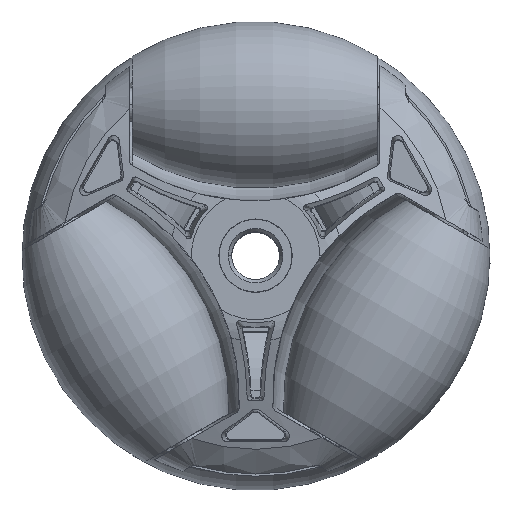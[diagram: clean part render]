
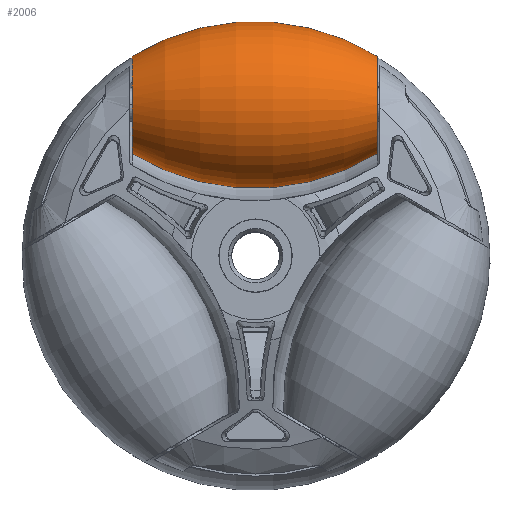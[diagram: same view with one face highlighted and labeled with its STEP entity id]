
A CAD part, top view. The second image highlights one B-rep face of the part: STEP entity #2006.
In plain terms, the highlighted toroidal (fillet/blend) face has major radius 25.7 mm and minor radius 40 mm.
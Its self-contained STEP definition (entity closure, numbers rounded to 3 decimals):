
#503 = EDGE_CURVE ( 'NONE', #2776, #22725, #36292, .T. ) ;
#937 = AXIS2_PLACEMENT_3D ( 'NONE', #35837, #44445, #15686 ) ;
#969 = CIRCLE ( 'NONE', #26029, 8.344 ) ;
#2006 = ADVANCED_FACE ( 'NONE', ( #30380 ), #3437, .T. ) ;
#2776 = VERTEX_POINT ( 'NONE', #33592 ) ;
#3017 = DIRECTION ( 'NONE',  ( 0., 0., -1. ) ) ;
#3437 = TOROIDAL_SURFACE ( 'NONE', #937, -25.7, 40. ) ;
#4521 = ORIENTED_EDGE ( 'NONE', *, *, #503, .T. ) ;
#5856 = CARTESIAN_POINT ( 'NONE',  ( -21.15, 25.9, 16.1 ) ) ;
#6272 = ORIENTED_EDGE ( 'NONE', *, *, #21658, .T. ) ;
#7145 = DIRECTION ( 'NONE',  ( -1., 0., 0. ) ) ;
#10767 = AXIS2_PLACEMENT_3D ( 'NONE', #50622, #3017, #47457 ) ;
#15686 = DIRECTION ( 'NONE',  ( 0., -1., 0. ) ) ;
#15800 = CIRCLE ( 'NONE', #10767, 40. ) ;
#17876 = DIRECTION ( 'NONE',  ( 0., -1., 0. ) ) ;
#18674 = VERTEX_POINT ( 'NONE', #21158 ) ;
#21158 = CARTESIAN_POINT ( 'NONE',  ( -21.15, 17.556, 16.1 ) ) ;
#21658 = EDGE_CURVE ( 'NONE', #22725, #18674, #969, .T. ) ;
#22476 = EDGE_LOOP ( 'NONE', ( #40509, #4521, #6272, #31656 ) ) ;
#22725 = VERTEX_POINT ( 'NONE', #50428 ) ;
#24065 = CARTESIAN_POINT ( 'NONE',  ( 20.85, 17.556, 16.1 ) ) ;
#26029 = AXIS2_PLACEMENT_3D ( 'NONE', #5856, #26528, #17876 ) ;
#26188 = CIRCLE ( 'NONE', #41175, 8.344 ) ;
#26528 = DIRECTION ( 'NONE',  ( 1., 0., 0. ) ) ;
#29555 = AXIS2_PLACEMENT_3D ( 'NONE', #43418, #35336, #39782 ) ;
#29896 = DIRECTION ( 'NONE',  ( 0., -1., 0. ) ) ;
#30380 = FACE_OUTER_BOUND ( 'NONE', #22476, .T. ) ;
#31656 = ORIENTED_EDGE ( 'NONE', *, *, #34863, .F. ) ;
#32499 = VERTEX_POINT ( 'NONE', #24065 ) ;
#33592 = CARTESIAN_POINT ( 'NONE',  ( 20.85, 34.244, 16.1 ) ) ;
#34863 = EDGE_CURVE ( 'NONE', #32499, #18674, #15800, .T. ) ;
#35336 = DIRECTION ( 'NONE',  ( 0., 0., 1. ) ) ;
#35837 = CARTESIAN_POINT ( 'NONE',  ( -0.15, 25.9, 16.1 ) ) ;
#36292 = CIRCLE ( 'NONE', #29555, 40. ) ;
#39782 = DIRECTION ( 'NONE',  ( 0., -1., 0. ) ) ;
#40509 = ORIENTED_EDGE ( 'NONE', *, *, #49412, .T. ) ;
#41175 = AXIS2_PLACEMENT_3D ( 'NONE', #51054, #7145, #29896 ) ;
#43418 = CARTESIAN_POINT ( 'NONE',  ( -0.15, 0.2, 16.1 ) ) ;
#44445 = DIRECTION ( 'NONE',  ( -1., 0., 0. ) ) ;
#47457 = DIRECTION ( 'NONE',  ( 0., 1., 0. ) ) ;
#49412 = EDGE_CURVE ( 'NONE', #32499, #2776, #26188, .T. ) ;
#50428 = CARTESIAN_POINT ( 'NONE',  ( -21.15, 34.244, 16.1 ) ) ;
#50622 = CARTESIAN_POINT ( 'NONE',  ( -0.15, 51.6, 16.1 ) ) ;
#51054 = CARTESIAN_POINT ( 'NONE',  ( 20.85, 25.9, 16.1 ) ) ;
